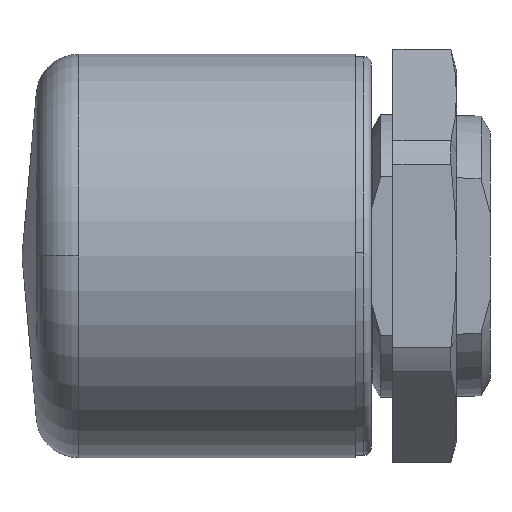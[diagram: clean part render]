
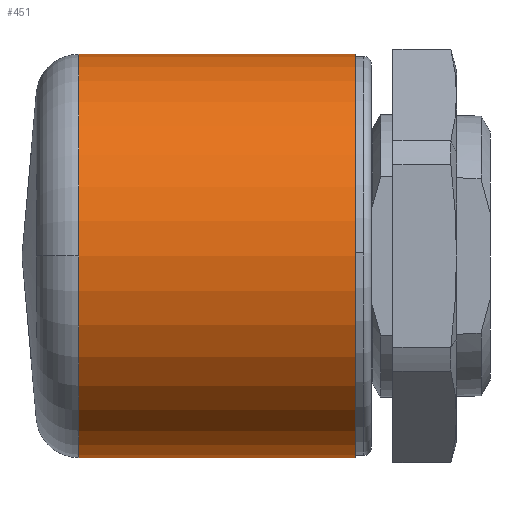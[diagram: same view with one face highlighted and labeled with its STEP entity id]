
A CAD part, left-side view. The second image highlights one B-rep face of the part: STEP entity #451.
In plain terms, the highlighted cylindrical face has radius 19 mm (diameter 38 mm), a partial arc.
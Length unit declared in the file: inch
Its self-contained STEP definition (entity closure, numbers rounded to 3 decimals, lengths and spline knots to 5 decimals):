
#30 = CIRCLE ( 'NONE', #48, 0.74803 ) ;
#48 = AXIS2_PLACEMENT_3D ( 'NONE', #1149, #1683, #319 ) ;
#135 = VERTEX_POINT ( 'NONE', #940 ) ;
#147 = DIRECTION ( 'NONE',  ( 0., 0., 1. ) ) ;
#319 = DIRECTION ( 'NONE',  ( 0., 0., 1. ) ) ;
#402 = EDGE_CURVE ( 'NONE', #906, #1424, #902, .T. ) ;
#441 = EDGE_CURVE ( 'NONE', #656, #1012, #30, .T. ) ;
#442 = DIRECTION ( 'NONE',  ( 0., -1., 0. ) ) ;
#451 = ADVANCED_FACE ( 'NONE', ( #708 ), #1259, .T. ) ;
#473 = EDGE_LOOP ( 'NONE', ( #1302, #758, #780, #1300, #828 ) ) ;
#475 = EDGE_CURVE ( 'NONE', #1424, #1012, #1548, .T. ) ;
#543 = LINE ( 'NONE', #781, #701 ) ;
#649 = DIRECTION ( 'NONE',  ( 0., -1., 0. ) ) ;
#656 = VERTEX_POINT ( 'NONE', #1570 ) ;
#701 = VECTOR ( 'NONE', #958, 39.37008 ) ;
#708 = FACE_OUTER_BOUND ( 'NONE', #473, .T. ) ;
#745 = AXIS2_PLACEMENT_3D ( 'NONE', #1533, #442, #147 ) ;
#758 = ORIENTED_EDGE ( 'NONE', *, *, #475, .T. ) ;
#780 = ORIENTED_EDGE ( 'NONE', *, *, #441, .F. ) ;
#781 = CARTESIAN_POINT ( 'NONE',  ( 0., 1.01314, 0.74803 ) ) ;
#796 = EDGE_CURVE ( 'NONE', #135, #656, #543, .T. ) ;
#803 = EDGE_CURVE ( 'NONE', #135, #906, #1306, .T. ) ;
#828 = ORIENTED_EDGE ( 'NONE', *, *, #803, .T. ) ;
#878 = CARTESIAN_POINT ( 'NONE',  ( 0., 1.01314, -0.74803 ) ) ;
#885 = DIRECTION ( 'NONE',  ( 0., -1., 0. ) ) ;
#902 = CIRCLE ( 'NONE', #1362, 0.74803 ) ;
#906 = VERTEX_POINT ( 'NONE', #1410 ) ;
#940 = CARTESIAN_POINT ( 'NONE',  ( 0., 1.52628, 0.74803 ) ) ;
#958 = DIRECTION ( 'NONE',  ( 0., -1., 0. ) ) ;
#1006 = DIRECTION ( 'NONE',  ( 0., -1., 0. ) ) ;
#1012 = VERTEX_POINT ( 'NONE', #1303 ) ;
#1045 = AXIS2_PLACEMENT_3D ( 'NONE', #1748, #649, #1200 ) ;
#1087 = VECTOR ( 'NONE', #885, 39.37008 ) ;
#1143 = DIRECTION ( 'NONE',  ( 0., 0., 1. ) ) ;
#1149 = CARTESIAN_POINT ( 'NONE',  ( 0., 0.5, 0. ) ) ;
#1200 = DIRECTION ( 'NONE',  ( 0., 0., 1. ) ) ;
#1221 = CARTESIAN_POINT ( 'NONE',  ( 0., 1.52628, 0. ) ) ;
#1259 = CYLINDRICAL_SURFACE ( 'NONE', #745, 0.74803 ) ;
#1300 = ORIENTED_EDGE ( 'NONE', *, *, #796, .F. ) ;
#1302 = ORIENTED_EDGE ( 'NONE', *, *, #402, .T. ) ;
#1303 = CARTESIAN_POINT ( 'NONE',  ( 0., 0.5, -0.74803 ) ) ;
#1306 = CIRCLE ( 'NONE', #1045, 0.74803 ) ;
#1362 = AXIS2_PLACEMENT_3D ( 'NONE', #1221, #1006, #1143 ) ;
#1410 = CARTESIAN_POINT ( 'NONE',  ( -0.74803, 1.52628, 0. ) ) ;
#1424 = VERTEX_POINT ( 'NONE', #1553 ) ;
#1533 = CARTESIAN_POINT ( 'NONE',  ( 0., 1.01314, 0. ) ) ;
#1548 = LINE ( 'NONE', #878, #1087 ) ;
#1553 = CARTESIAN_POINT ( 'NONE',  ( 0., 1.52628, -0.74803 ) ) ;
#1570 = CARTESIAN_POINT ( 'NONE',  ( 0., 0.5, 0.74803 ) ) ;
#1683 = DIRECTION ( 'NONE',  ( 0., -1., 0. ) ) ;
#1748 = CARTESIAN_POINT ( 'NONE',  ( 0., 1.52628, 0. ) ) ;
